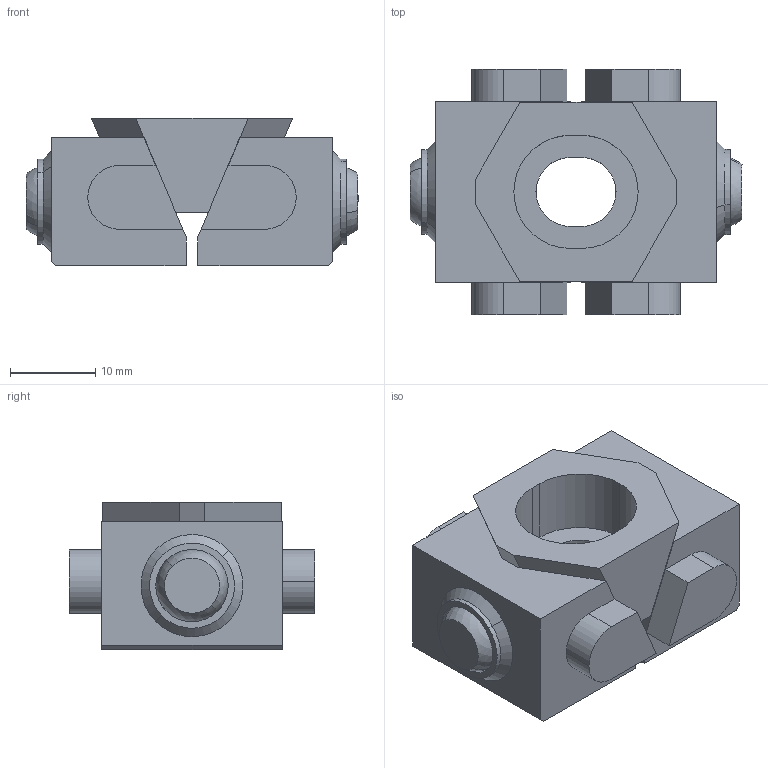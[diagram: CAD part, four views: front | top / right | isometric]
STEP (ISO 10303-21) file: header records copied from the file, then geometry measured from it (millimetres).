
FILE_DESCRIPTION (( 'STEP AP203' ), '1' );
FILE_NAME ('BK2-VT-P.STEP', '2024-08-02T02:42:15', ( '' ), ( '' ), 'SwSTEP 2.0', 'SolidWorks 2022', '' );
FILE_SCHEMA (( 'CONFIG_CONTROL_DESIGN' ));
Length unit declared in the file: millimetre
Products named in the file (4): BK2-VT-P; BK2-VT-P_03; BK2-VT-P_02; BK2-VT-P_01
Assembly tree (3 placements, depth 2):
  BK2-VT-P
    BK2-VT-P_01
    BK2-VT-P_02
    BK2-VT-P_03
Bounding box: 39 x 28.8 x 17.27 mm (x, y, z)
Volume: 10374.2 mm3; surface area: 5545.9 mm2
Topology: 3 solids, 3 shells, 85 faces, 210 edges, 136 vertices
Faces by surface type: plane 57, cylinder 20, sphere 4, cone 4
Entity records: 2922 total; most frequent: DIRECTION 448, CARTESIAN_POINT 437, ORIENTED_EDGE 420, EDGE_CURVE 210, LINE 154, VECTOR 154, AXIS2_PLACEMENT_3D 147, VERTEX_POINT 136
